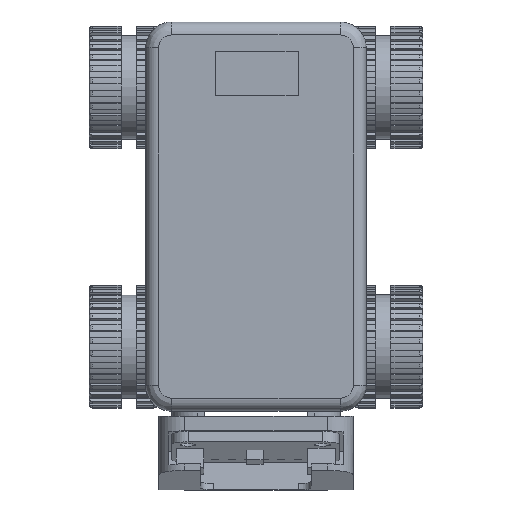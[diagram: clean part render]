
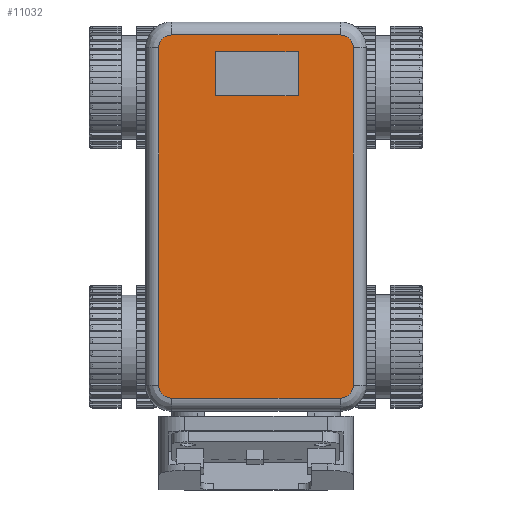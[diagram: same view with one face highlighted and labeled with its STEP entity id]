
A CAD part, top view. The second image highlights one B-rep face of the part: STEP entity #11032.
In plain terms, the highlighted planar face has unit normal (0, 0, 1).
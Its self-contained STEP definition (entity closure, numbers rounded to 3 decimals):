
#302=FACE_BOUND('',#1802,.T.);
#593=PLANE('',#12156);
#1167=FACE_OUTER_BOUND('',#1801,.T.);
#1801=EDGE_LOOP('',(#9857,#9858,#9859,#9860,#9861,#9862,#9863,#9864));
#1802=EDGE_LOOP('',(#9865,#9866,#9867,#9868));
#2661=LINE('',#19340,#3650);
#2664=LINE('',#19345,#3653);
#2666=LINE('',#19349,#3655);
#2668=LINE('',#19352,#3657);
#2705=LINE('',#19485,#3694);
#2706=LINE('',#19504,#3695);
#2708=LINE('',#19524,#3697);
#2710=LINE('',#19544,#3699);
#3650=VECTOR('',#14866,10.);
#3653=VECTOR('',#14871,10.);
#3655=VECTOR('',#14875,10.);
#3657=VECTOR('',#14879,10.);
#3694=VECTOR('',#15018,10.);
#3695=VECTOR('',#15029,10.);
#3697=VECTOR('',#15041,10.);
#3699=VECTOR('',#15053,10.);
#4305=CIRCLE('',#12137,2.);
#4309=CIRCLE('',#12142,2.);
#4313=CIRCLE('',#12147,2.);
#4316=CIRCLE('',#12151,2.);
#5231=VERTEX_POINT('',#19338);
#5232=VERTEX_POINT('',#19339);
#5233=VERTEX_POINT('',#19344);
#5234=VERTEX_POINT('',#19348);
#5278=VERTEX_POINT('',#19481);
#5279=VERTEX_POINT('',#19483);
#5281=VERTEX_POINT('',#19496);
#5283=VERTEX_POINT('',#19502);
#5285=VERTEX_POINT('',#19516);
#5287=VERTEX_POINT('',#19522);
#5289=VERTEX_POINT('',#19536);
#5291=VERTEX_POINT('',#19542);
#6755=EDGE_CURVE('',#5231,#5232,#2661,.T.);
#6758=EDGE_CURVE('',#5232,#5233,#2664,.T.);
#6760=EDGE_CURVE('',#5233,#5234,#2666,.T.);
#6762=EDGE_CURVE('',#5234,#5231,#2668,.T.);
#6827=EDGE_CURVE('',#5279,#5278,#2705,.T.);
#6829=EDGE_CURVE('',#5281,#5279,#4305,.T.);
#6832=EDGE_CURVE('',#5283,#5281,#2706,.T.);
#6835=EDGE_CURVE('',#5285,#5283,#4309,.T.);
#6838=EDGE_CURVE('',#5287,#5285,#2708,.T.);
#6841=EDGE_CURVE('',#5289,#5287,#4313,.T.);
#6844=EDGE_CURVE('',#5291,#5289,#2710,.T.);
#6846=EDGE_CURVE('',#5278,#5291,#4316,.T.);
#9857=ORIENTED_EDGE('',*,*,#6827,.F.);
#9858=ORIENTED_EDGE('',*,*,#6829,.F.);
#9859=ORIENTED_EDGE('',*,*,#6832,.F.);
#9860=ORIENTED_EDGE('',*,*,#6835,.F.);
#9861=ORIENTED_EDGE('',*,*,#6838,.F.);
#9862=ORIENTED_EDGE('',*,*,#6841,.F.);
#9863=ORIENTED_EDGE('',*,*,#6844,.F.);
#9864=ORIENTED_EDGE('',*,*,#6846,.F.);
#9865=ORIENTED_EDGE('',*,*,#6760,.T.);
#9866=ORIENTED_EDGE('',*,*,#6762,.T.);
#9867=ORIENTED_EDGE('',*,*,#6755,.T.);
#9868=ORIENTED_EDGE('',*,*,#6758,.T.);
#11032=ADVANCED_FACE('',(#1167,#302),#593,.T.);
#12137=AXIS2_PLACEMENT_3D('',#19498,#15021,#15022);
#12142=AXIS2_PLACEMENT_3D('',#19518,#15033,#15034);
#12147=AXIS2_PLACEMENT_3D('',#19538,#15045,#15046);
#12151=AXIS2_PLACEMENT_3D('',#19555,#15055,#15056);
#12156=AXIS2_PLACEMENT_3D('',#19563,#15068,#15069);
#14866=DIRECTION('',(0.,-1.,0.));
#14871=DIRECTION('',(-1.,0.,0.));
#14875=DIRECTION('',(0.,1.,0.));
#14879=DIRECTION('',(1.,0.,0.));
#15018=DIRECTION('',(1.,0.,0.));
#15021=DIRECTION('center_axis',(0.,0.,-1.));
#15022=DIRECTION('ref_axis',(-0.707,0.707,0.));
#15029=DIRECTION('',(0.,1.,0.));
#15033=DIRECTION('center_axis',(0.,0.,-1.));
#15034=DIRECTION('ref_axis',(-0.707,-0.707,0.));
#15041=DIRECTION('',(-1.,0.,0.));
#15045=DIRECTION('center_axis',(0.,0.,-1.));
#15046=DIRECTION('ref_axis',(0.707,-0.707,0.));
#15053=DIRECTION('',(0.,-1.,0.));
#15055=DIRECTION('center_axis',(0.,0.,-1.));
#15056=DIRECTION('ref_axis',(0.707,0.707,0.));
#15068=DIRECTION('center_axis',(0.,0.,1.));
#15069=DIRECTION('ref_axis',(1.,0.,0.));
#19338=CARTESIAN_POINT('',(6.499,35.41,32.));
#19339=CARTESIAN_POINT('',(6.499,28.59,32.));
#19340=CARTESIAN_POINT('',(6.499,19.35,32.));
#19344=CARTESIAN_POINT('',(-6.211,28.59,32.));
#19345=CARTESIAN_POINT('',(-3.103,28.59,32.));
#19348=CARTESIAN_POINT('',(-6.211,35.41,32.));
#19349=CARTESIAN_POINT('',(-6.211,22.65,32.));
#19352=CARTESIAN_POINT('',(3.247,35.41,32.));
#19481=CARTESIAN_POINT('',(13.,38.,32.));
#19483=CARTESIAN_POINT('',(-13.,38.,32.));
#19485=CARTESIAN_POINT('',(6.5,38.,32.));
#19496=CARTESIAN_POINT('',(-15.,36.,32.));
#19498=CARTESIAN_POINT('Origin',(-13.,36.,32.));
#19502=CARTESIAN_POINT('',(-15.,-16.,32.));
#19504=CARTESIAN_POINT('',(-15.,23.,32.));
#19516=CARTESIAN_POINT('',(-13.,-18.,32.));
#19518=CARTESIAN_POINT('Origin',(-13.,-16.,32.));
#19522=CARTESIAN_POINT('',(13.,-18.,32.));
#19524=CARTESIAN_POINT('',(-6.5,-18.,32.));
#19536=CARTESIAN_POINT('',(15.,-16.,32.));
#19538=CARTESIAN_POINT('Origin',(13.,-16.,32.));
#19542=CARTESIAN_POINT('',(15.,36.,32.));
#19544=CARTESIAN_POINT('',(15.,-3.,32.));
#19555=CARTESIAN_POINT('Origin',(13.,36.,32.));
#19563=CARTESIAN_POINT('Origin',(0.,10.,
32.));
